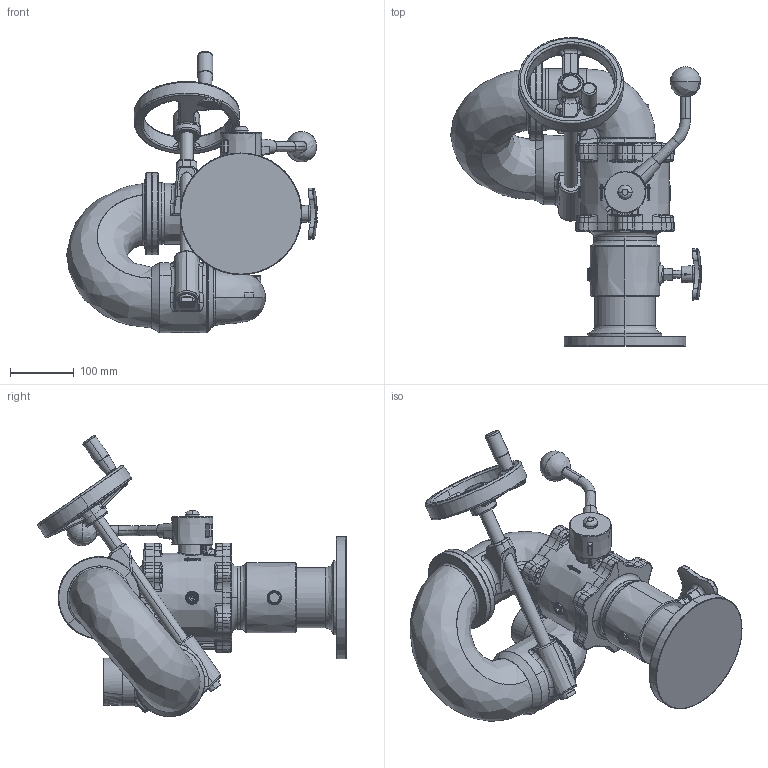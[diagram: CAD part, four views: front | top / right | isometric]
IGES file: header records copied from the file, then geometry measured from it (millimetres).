
Start section: SolidWorks IGES file using analytic representation for surfaces
Global section: file name: 8393-IV_StingrayDD.IGS; native system: SolidWorks 2010; preprocessor: SolidWorks 2010; author: IDS-3; date: 101015.112359; units: inch
Bounding box: 392.57 x 483.39 x 440.43 mm (x, y, z)
Surface area: 805413.2 mm2 (no closed solid volume)
Topology: 0 solids, 0 shells, 1720 faces, 20720 edges, 20639 vertices
Faces by surface type: bspline 968, revolution 752
